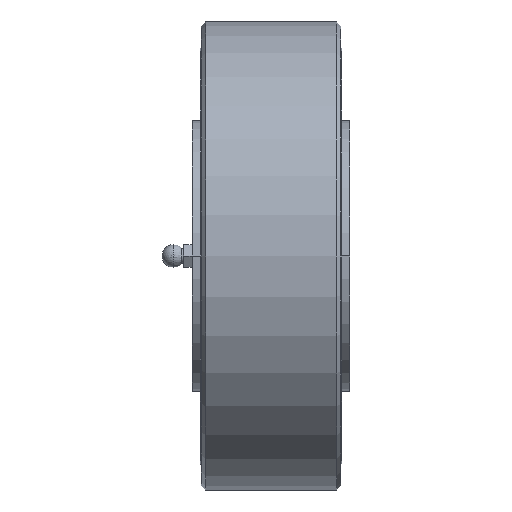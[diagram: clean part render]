
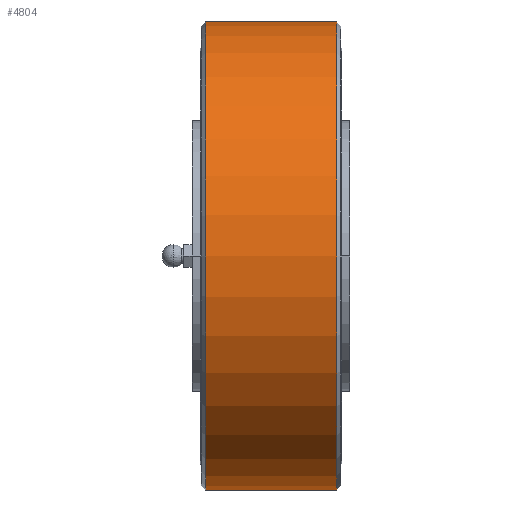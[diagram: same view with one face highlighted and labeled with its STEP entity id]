
A CAD part, front view. The second image highlights one B-rep face of the part: STEP entity #4804.
In plain terms, the highlighted cylindrical face has radius 112.5 mm (diameter 225 mm), a partial arc.
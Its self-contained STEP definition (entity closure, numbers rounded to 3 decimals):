
#4738=CARTESIAN_POINT('',(31.5,112.5,0.0));
#4739=VERTEX_POINT('',#4738);
#4755=CARTESIAN_POINT('',(31.5,-112.5,0.));
#4756=VERTEX_POINT('',#4755);
#4763=CARTESIAN_POINT('',(31.5,0.0,0.0));
#4764=DIRECTION('',(1.0,0.0,0.0));
#4765=DIRECTION('',(0.0,1.0,0.0));
#4766=AXIS2_PLACEMENT_3D('',#4763,#4764,#4765);
#4767=CIRCLE('',#4766,112.5);
#4768=EDGE_CURVE('',#4756,#4739,#4767,.T.);
#4773=CARTESIAN_POINT('',(0.,0.0,0.0));
#4774=DIRECTION('',(1.0,0.0,0.0));
#4775=DIRECTION('',(0.0,1.0,0.0));
#4776=AXIS2_PLACEMENT_3D('',#4773,#4774,#4775);
#4777=CYLINDRICAL_SURFACE('',#4776,112.5);
#4778=CARTESIAN_POINT('',(-31.5,112.5,0.0));
#4779=VERTEX_POINT('',#4778);
#4780=CARTESIAN_POINT('',(31.5,112.5,0.0));
#4781=DIRECTION('',(-1.0,0.0,0.0));
#4782=VECTOR('',#4781,63.);
#4783=LINE('',#4780,#4782);
#4784=EDGE_CURVE('',#4739,#4779,#4783,.T.);
#4785=ORIENTED_EDGE('',*,*,#4784,.F.);
#4786=ORIENTED_EDGE('',*,*,#4768,.F.);
#4787=CARTESIAN_POINT('',(-31.5,-112.5,0.));
#4788=VERTEX_POINT('',#4787);
#4789=CARTESIAN_POINT('',(31.5,-112.5,0.));
#4790=DIRECTION('',(-1.0,0.0,0.0));
#4791=VECTOR('',#4790,63.);
#4792=LINE('',#4789,#4791);
#4793=EDGE_CURVE('',#4756,#4788,#4792,.T.);
#4794=ORIENTED_EDGE('',*,*,#4793,.T.);
#4795=CARTESIAN_POINT('',(-31.5,0.0,0.0));
#4796=DIRECTION('',(1.0,0.0,0.0));
#4797=DIRECTION('',(0.0,1.0,0.0));
#4798=AXIS2_PLACEMENT_3D('',#4795,#4796,#4797);
#4799=CIRCLE('',#4798,112.5);
#4800=EDGE_CURVE('',#4788,#4779,#4799,.T.);
#4801=ORIENTED_EDGE('',*,*,#4800,.T.);
#4802=EDGE_LOOP('',(#4785,#4786,#4794,#4801));
#4803=FACE_OUTER_BOUND('',#4802,.T.);
#4804=ADVANCED_FACE('',(#4803),#4777,.T.);
